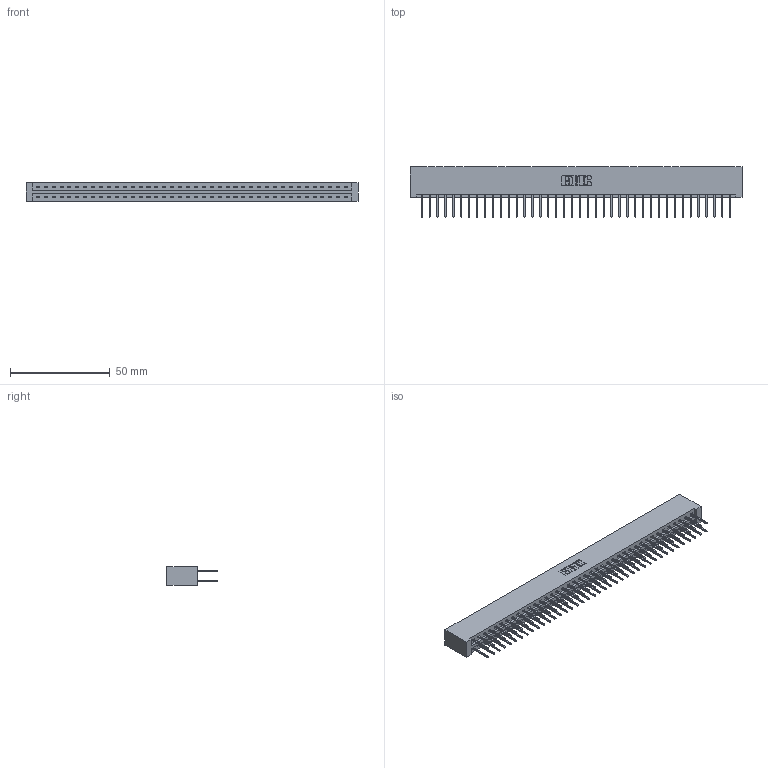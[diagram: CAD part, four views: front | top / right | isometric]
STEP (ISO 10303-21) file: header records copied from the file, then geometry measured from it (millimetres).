
FILE_DESCRIPTION (( 'STEP AP203' ), '1' );
FILE_NAME ('387-080-523-201.STEP', '2018-09-23T18:12:10', ( '' ), ( '' ), 'SwSTEP 2.0', 'SolidWorks 2016', '' );
FILE_SCHEMA (( 'CONFIG_CONTROL_DESIGN' ));
Length unit declared in the file: inch
Products named in the file (3): 337 Part_No Mounting Lugs; 345-292-001_345-293-123; 387-080-523-201
Assembly tree (81 placements, depth 2):
  387-080-523-201
    337 Part_No Mounting Lugs
    345-292-001_345-293-123  x80
Bounding box: 166.37 x 25.15 x 9.4 mm (x, y, z)
Volume: 18431.5 mm3; surface area: 21652.8 mm2
Topology: 81 solids, 81 shells, 4426 faces, 13167 edges, 8670 vertices
Faces by surface type: plane 3106, cylinder 1320
Entity records: 31013 total; most frequent: CARTESIAN_POINT 5226, ORIENTED_EDGE 5162, DIRECTION 4441, EDGE_CURVE 2581, VECTOR 2461, LINE 2461, VERTEX_POINT 1718, AXIS2_PLACEMENT_3D 990
